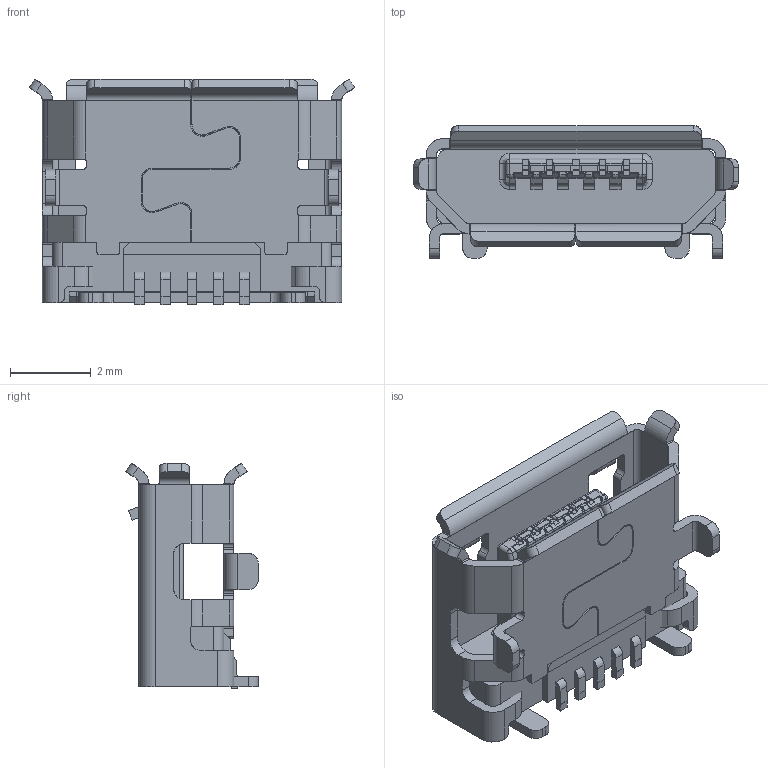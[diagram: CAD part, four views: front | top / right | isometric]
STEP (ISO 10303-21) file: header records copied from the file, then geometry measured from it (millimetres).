
FILE_DESCRIPTION (( 'STEP AP214' ), '1' );
FILE_NAME ('0FE28C8F-290A-4E57-BE79-DDEEE27126BD.STEP', '2022-07-25T18:34:44', ( '' ), ( '' ), 'SwSTEP 2.0', 'SolidWorks 2022', '' );
FILE_SCHEMA (( 'AUTOMOTIVE_DESIGN' ));
Length unit declared in the file: millimetre
Products named in the file (1): 0FE28C8F-290A-4E57-BE79-DDEEE27126BD
Bounding box: 8.05 x 3.27 x 5.58 mm (x, y, z)
Surface area: 273 mm2 (no closed solid volume)
Topology: 0 solids, 633 shells, 660 faces, 3619 edges, 3588 vertices
Faces by surface type: plane 357, cylinder 265, bspline 28, cone 10
Entity records: 41083 total; most frequent: CARTESIAN_POINT 11979, DIRECTION 4735, ORIENTED_EDGE 3642, EDGE_CURVE 3615, VERTEX_POINT 3588, VECTOR 2455, LINE 2455, AXIS2_PLACEMENT_3D 1140
